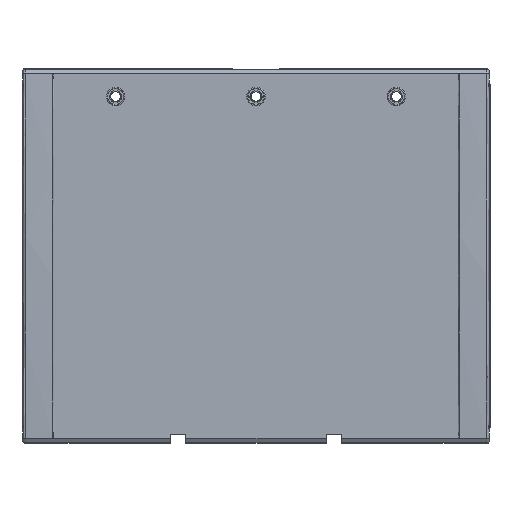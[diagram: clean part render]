
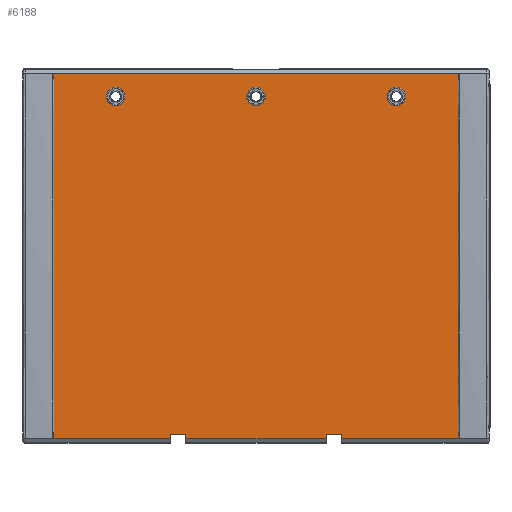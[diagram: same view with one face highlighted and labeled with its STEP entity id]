
A CAD part, top view. The second image highlights one B-rep face of the part: STEP entity #6188.
In plain terms, the highlighted planar face has unit normal (0, 0, 1).
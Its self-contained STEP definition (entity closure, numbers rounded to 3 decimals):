
#1324 = VERTEX_POINT('',#1325);
#1325 = CARTESIAN_POINT('',(287.1,7.997,250.1));
#1332 = EDGE_CURVE('',#1333,#1324,#1335,.T.);
#1333 = VERTEX_POINT('',#1334);
#1334 = CARTESIAN_POINT('',(287.1,13.844,250.1));
#1335 = LINE('',#1336,#1337);
#1336 = CARTESIAN_POINT('',(287.1,600.,250.1));
#1337 = VECTOR('',#1338,1.);
#1338 = DIRECTION('',(0.,-1.,0.));
#1375 = VERTEX_POINT('',#1376);
#1376 = CARTESIAN_POINT('',(262.9,13.844,250.1));
#1384 = EDGE_CURVE('',#1385,#1375,#1387,.T.);
#1385 = VERTEX_POINT('',#1386);
#1386 = CARTESIAN_POINT('',(262.9,7.997,250.1));
#1387 = LINE('',#1388,#1389);
#1388 = CARTESIAN_POINT('',(262.9,600.,250.1));
#1389 = VECTOR('',#1390,1.);
#1390 = DIRECTION('',(0.,1.,0.));
#1637 = VERTEX_POINT('',#1638);
#1638 = CARTESIAN_POINT('',(512.9,13.844,250.1));
#1644 = EDGE_CURVE('',#1645,#1637,#1647,.T.);
#1645 = VERTEX_POINT('',#1646);
#1646 = CARTESIAN_POINT('',(512.9,7.997,250.1));
#1647 = LINE('',#1648,#1649);
#1648 = CARTESIAN_POINT('',(512.9,600.,250.1));
#1649 = VECTOR('',#1650,1.);
#1650 = DIRECTION('',(0.,1.,0.));
#5126 = VERTEX_POINT('',#5127);
#5127 = CARTESIAN_POINT('',(537.1,7.997,250.1));
#5134 = EDGE_CURVE('',#5135,#5126,#5137,.T.);
#5135 = VERTEX_POINT('',#5136);
#5136 = CARTESIAN_POINT('',(537.1,13.844,250.1));
#5137 = LINE('',#5138,#5139);
#5138 = CARTESIAN_POINT('',(537.1,600.,250.1));
#5139 = VECTOR('',#5140,1.);
#5140 = DIRECTION('',(0.,-1.,0.));
#6188 = ADVANCED_FACE('',(#6189,#6200,#6211,#6222),#6344,.F.);
#6189 = FACE_BOUND('',#6190,.T.);
#6190 = EDGE_LOOP('',(#6191));
#6191 = ORIENTED_EDGE('',*,*,#6192,.T.);
#6192 = EDGE_CURVE('',#6193,#6193,#6195,.T.);
#6193 = VERTEX_POINT('',#6194);
#6194 = CARTESIAN_POINT('',(189.65,555.5,250.1));
#6195 = CIRCLE('',#6196,14.65);
#6196 = AXIS2_PLACEMENT_3D('',#6197,#6198,#6199);
#6197 = CARTESIAN_POINT('',(175.,555.5,250.1));
#6198 = DIRECTION('',(0.,0.,-1.));
#6199 = DIRECTION('',(1.,0.,0.));
#6200 = FACE_BOUND('',#6201,.T.);
#6201 = EDGE_LOOP('',(#6202));
#6202 = ORIENTED_EDGE('',*,*,#6203,.T.);
#6203 = EDGE_CURVE('',#6204,#6204,#6206,.T.);
#6204 = VERTEX_POINT('',#6205);
#6205 = CARTESIAN_POINT('',(414.65,555.5,250.1));
#6206 = CIRCLE('',#6207,14.65);
#6207 = AXIS2_PLACEMENT_3D('',#6208,#6209,#6210);
#6208 = CARTESIAN_POINT('',(400.,555.5,250.1));
#6209 = DIRECTION('',(0.,0.,-1.));
#6210 = DIRECTION('',(1.,0.,0.));
#6211 = FACE_BOUND('',#6212,.T.);
#6212 = EDGE_LOOP('',(#6213));
#6213 = ORIENTED_EDGE('',*,*,#6214,.T.);
#6214 = EDGE_CURVE('',#6215,#6215,#6217,.T.);
#6215 = VERTEX_POINT('',#6216);
#6216 = CARTESIAN_POINT('',(639.65,555.5,250.1));
#6217 = CIRCLE('',#6218,14.65);
#6218 = AXIS2_PLACEMENT_3D('',#6219,#6220,#6221);
#6219 = CARTESIAN_POINT('',(625.,555.5,250.1));
#6220 = DIRECTION('',(0.,0.,-1.));
#6221 = DIRECTION('',(1.,0.,0.));
#6222 = FACE_BOUND('',#6223,.T.);
#6223 = EDGE_LOOP('',(#6224,#6230,#6231,#6239,#6254,#6262,#6277,#6285,
    #6300,#6308,#6323,#6329,#6330,#6336,#6337,#6343));
#6224 = ORIENTED_EDGE('',*,*,#6225,.T.);
#6225 = EDGE_CURVE('',#1637,#5135,#6226,.T.);
#6226 = LINE('',#6227,#6228);
#6227 = CARTESIAN_POINT('',(537.,13.844,250.1));
#6228 = VECTOR('',#6229,1.);
#6229 = DIRECTION('',(1.,0.,0.));
#6230 = ORIENTED_EDGE('',*,*,#5134,.T.);
#6231 = ORIENTED_EDGE('',*,*,#6232,.T.);
#6232 = EDGE_CURVE('',#5126,#6233,#6235,.T.);
#6233 = VERTEX_POINT('',#6234);
#6234 = CARTESIAN_POINT('',(725.175,7.997,250.1));
#6235 = LINE('',#6236,#6237);
#6236 = CARTESIAN_POINT('',(724.024,7.997,250.1));
#6237 = VECTOR('',#6238,1.);
#6238 = DIRECTION('',(1.,0.,0.));
#6239 = ORIENTED_EDGE('',*,*,#6240,.T.);
#6240 = EDGE_CURVE('',#6233,#6241,#6243,.T.);
#6241 = VERTEX_POINT('',#6242);
#6242 = CARTESIAN_POINT('',(724.024,30.808,250.1));
#6243 = B_SPLINE_CURVE_WITH_KNOTS('',3,(#6244,#6245,#6246,#6247,#6248,
    #6249,#6250,#6251,#6252,#6253),.UNSPECIFIED.,.F.,.F.,(4,2,2,2,4),(0.
    ,0.125,0.25,0.5,1.),.UNSPECIFIED.);
#6244 = CARTESIAN_POINT('',(725.175,7.997,250.1));
#6245 = CARTESIAN_POINT('',(724.891,8.906,250.1));
#6246 = CARTESIAN_POINT('',(724.814,9.869,250.1));
#6247 = CARTESIAN_POINT('',(724.614,11.764,250.1));
#6248 = CARTESIAN_POINT('',(724.54,12.714,250.1));
#6249 = CARTESIAN_POINT('',(724.348,15.566,250.1));
#6250 = CARTESIAN_POINT('',(724.264,17.471,250.1));
#6251 = CARTESIAN_POINT('',(724.071,23.184,250.1));
#6252 = CARTESIAN_POINT('',(724.024,26.996,250.1));
#6253 = CARTESIAN_POINT('',(724.024,30.808,250.1));
#6254 = ORIENTED_EDGE('',*,*,#6255,.T.);
#6255 = EDGE_CURVE('',#6241,#6256,#6258,.T.);
#6256 = VERTEX_POINT('',#6257);
#6257 = CARTESIAN_POINT('',(724.024,569.193,250.1));
#6258 = LINE('',#6259,#6260);
#6259 = CARTESIAN_POINT('',(724.024,300.,250.1));
#6260 = VECTOR('',#6261,1.);
#6261 = DIRECTION('',(0.,1.,0.));
#6262 = ORIENTED_EDGE('',*,*,#6263,.T.);
#6263 = EDGE_CURVE('',#6256,#6264,#6266,.T.);
#6264 = VERTEX_POINT('',#6265);
#6265 = CARTESIAN_POINT('',(725.175,592.003,250.1));
#6266 = B_SPLINE_CURVE_WITH_KNOTS('',3,(#6267,#6268,#6269,#6270,#6271,
    #6272,#6273,#6274,#6275,#6276),.UNSPECIFIED.,.F.,.F.,(4,2,2,2,4),(0.
    ,0.5,0.75,0.875,1.),.UNSPECIFIED.);
#6267 = CARTESIAN_POINT('',(724.024,569.193,250.1));
#6268 = CARTESIAN_POINT('',(724.024,573.005,250.1));
#6269 = CARTESIAN_POINT('',(724.071,576.816,250.1));
#6270 = CARTESIAN_POINT('',(724.264,582.53,250.1));
#6271 = CARTESIAN_POINT('',(724.348,584.435,250.1));
#6272 = CARTESIAN_POINT('',(724.54,587.286,250.1));
#6273 = CARTESIAN_POINT('',(724.614,588.236,250.1));
#6274 = CARTESIAN_POINT('',(724.814,590.132,250.1));
#6275 = CARTESIAN_POINT('',(724.891,591.094,250.1));
#6276 = CARTESIAN_POINT('',(725.175,592.003,250.1));
#6277 = ORIENTED_EDGE('',*,*,#6278,.T.);
#6278 = EDGE_CURVE('',#6264,#6279,#6281,.T.);
#6279 = VERTEX_POINT('',#6280);
#6280 = CARTESIAN_POINT('',(74.825,592.003,250.1));
#6281 = LINE('',#6282,#6283);
#6282 = CARTESIAN_POINT('',(75.976,592.003,250.1));
#6283 = VECTOR('',#6284,1.);
#6284 = DIRECTION('',(-1.,0.,0.));
#6285 = ORIENTED_EDGE('',*,*,#6286,.T.);
#6286 = EDGE_CURVE('',#6279,#6287,#6289,.T.);
#6287 = VERTEX_POINT('',#6288);
#6288 = CARTESIAN_POINT('',(75.976,569.193,250.1));
#6289 = B_SPLINE_CURVE_WITH_KNOTS('',3,(#6290,#6291,#6292,#6293,#6294,
    #6295,#6296,#6297,#6298,#6299),.UNSPECIFIED.,.F.,.F.,(4,2,2,2,4),(0.
    ,0.125,0.25,0.5,1.),.UNSPECIFIED.);
#6290 = CARTESIAN_POINT('',(74.825,592.003,250.1));
#6291 = CARTESIAN_POINT('',(75.109,591.094,250.1));
#6292 = CARTESIAN_POINT('',(75.186,590.132,250.1));
#6293 = CARTESIAN_POINT('',(75.386,588.236,250.1));
#6294 = CARTESIAN_POINT('',(75.46,587.286,250.1));
#6295 = CARTESIAN_POINT('',(75.652,584.435,250.1));
#6296 = CARTESIAN_POINT('',(75.736,582.53,250.1));
#6297 = CARTESIAN_POINT('',(75.929,576.816,250.1));
#6298 = CARTESIAN_POINT('',(75.976,573.005,250.1));
#6299 = CARTESIAN_POINT('',(75.976,569.193,250.1));
#6300 = ORIENTED_EDGE('',*,*,#6301,.T.);
#6301 = EDGE_CURVE('',#6287,#6302,#6304,.T.);
#6302 = VERTEX_POINT('',#6303);
#6303 = CARTESIAN_POINT('',(75.976,30.808,250.1));
#6304 = LINE('',#6305,#6306);
#6305 = CARTESIAN_POINT('',(75.976,300.,250.1));
#6306 = VECTOR('',#6307,1.);
#6307 = DIRECTION('',(0.,-1.,0.));
#6308 = ORIENTED_EDGE('',*,*,#6309,.T.);
#6309 = EDGE_CURVE('',#6302,#6310,#6312,.T.);
#6310 = VERTEX_POINT('',#6311);
#6311 = CARTESIAN_POINT('',(74.825,7.997,250.1));
#6312 = B_SPLINE_CURVE_WITH_KNOTS('',3,(#6313,#6314,#6315,#6316,#6317,
    #6318,#6319,#6320,#6321,#6322),.UNSPECIFIED.,.F.,.F.,(4,2,2,2,4),(0.
    ,0.5,0.75,0.875,1.),.UNSPECIFIED.);
#6313 = CARTESIAN_POINT('',(75.976,30.808,250.1));
#6314 = CARTESIAN_POINT('',(75.976,26.996,250.1));
#6315 = CARTESIAN_POINT('',(75.929,23.184,250.1));
#6316 = CARTESIAN_POINT('',(75.736,17.471,250.1));
#6317 = CARTESIAN_POINT('',(75.652,15.566,250.1));
#6318 = CARTESIAN_POINT('',(75.46,12.714,250.1));
#6319 = CARTESIAN_POINT('',(75.386,11.764,250.1));
#6320 = CARTESIAN_POINT('',(75.186,9.869,250.1));
#6321 = CARTESIAN_POINT('',(75.109,8.906,250.1));
#6322 = CARTESIAN_POINT('',(74.825,7.997,250.1));
#6323 = ORIENTED_EDGE('',*,*,#6324,.T.);
#6324 = EDGE_CURVE('',#6310,#1385,#6325,.T.);
#6325 = LINE('',#6326,#6327);
#6326 = CARTESIAN_POINT('',(724.024,7.997,250.1));
#6327 = VECTOR('',#6328,1.);
#6328 = DIRECTION('',(1.,0.,0.));
#6329 = ORIENTED_EDGE('',*,*,#1384,.T.);
#6330 = ORIENTED_EDGE('',*,*,#6331,.T.);
#6331 = EDGE_CURVE('',#1375,#1333,#6332,.T.);
#6332 = LINE('',#6333,#6334);
#6333 = CARTESIAN_POINT('',(263.,13.844,250.1));
#6334 = VECTOR('',#6335,1.);
#6335 = DIRECTION('',(1.,0.,0.));
#6336 = ORIENTED_EDGE('',*,*,#1332,.T.);
#6337 = ORIENTED_EDGE('',*,*,#6338,.T.);
#6338 = EDGE_CURVE('',#1324,#1645,#6339,.T.);
#6339 = LINE('',#6340,#6341);
#6340 = CARTESIAN_POINT('',(724.024,7.997,250.1));
#6341 = VECTOR('',#6342,1.);
#6342 = DIRECTION('',(1.,0.,0.));
#6343 = ORIENTED_EDGE('',*,*,#1644,.T.);
#6344 = PLANE('',#6345);
#6345 = AXIS2_PLACEMENT_3D('',#6346,#6347,#6348);
#6346 = CARTESIAN_POINT('',(123.5,600.,250.1));
#6347 = DIRECTION('',(0.,0.,-1.));
#6348 = DIRECTION('',(1.,0.,0.));
